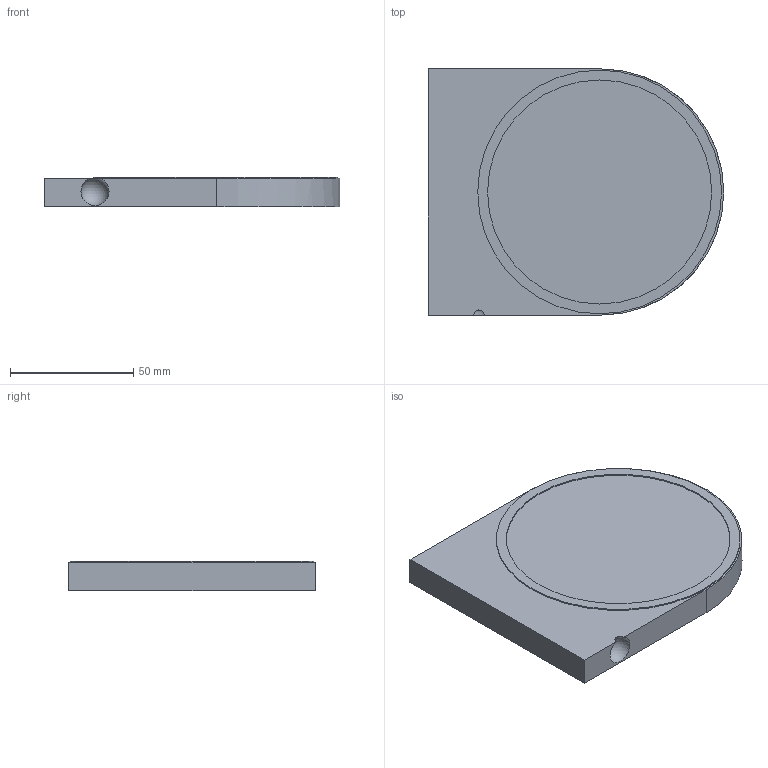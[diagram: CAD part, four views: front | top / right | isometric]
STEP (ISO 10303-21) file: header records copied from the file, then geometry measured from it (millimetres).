
FILE_DESCRIPTION(('Open CASCADE Model'),'2;1');
FILE_NAME('Open CASCADE Shape Model','2026-02-08T15:34:46',('Author'),( 'Open CASCADE'),'Open CASCADE STEP processor 7.8','Open CASCADE 7.8' ,'Unknown');
FILE_SCHEMA(('AUTOMOTIVE_DESIGN { 1 0 10303 214 1 1 1 1 }'));
Length unit declared in the file: millimetre
Products named in the file (1): Open CASCADE STEP translator 7.8 1
Bounding box: 120 x 100 x 12 mm (x, y, z)
Volume: 125846.4 mm3; surface area: 26815.5 mm2
Topology: 1 solids, 1 shells, 19 faces, 41 edges, 27 vertices
Faces by surface type: plane 11, cylinder 7, sphere 1
Full cylindrical faces by diameter (mm): 10 x2, 91 x1, 99 x1
Entity records: 1060 total; most frequent: CARTESIAN_POINT 205, DIRECTION 168, ORIENTED_EDGE 80, PCURVE 80, DEFINITIONAL_REPRESENTATION 80, LINE 70, VECTOR 70, AXIS2_PLACEMENT_3D 41
